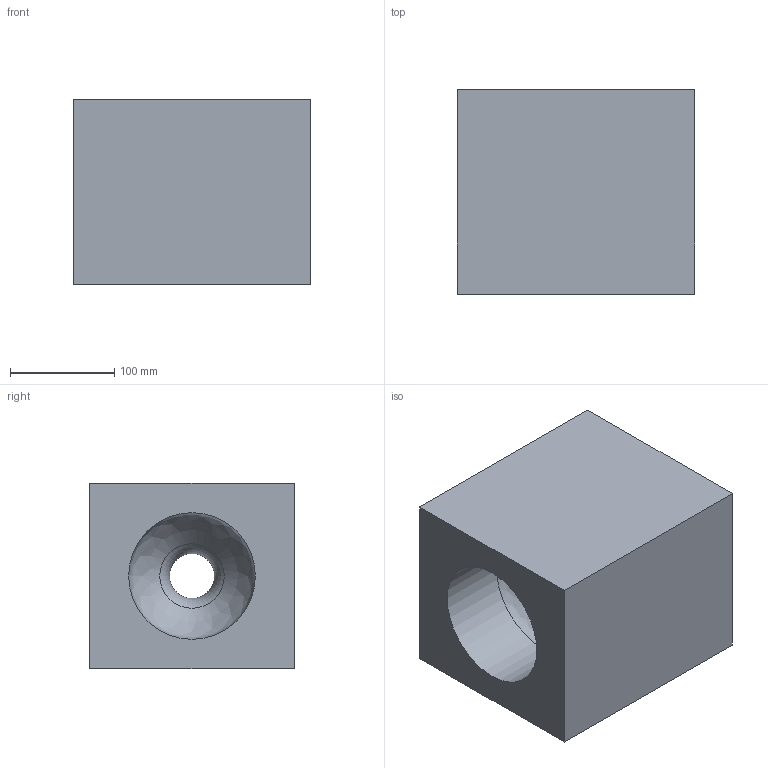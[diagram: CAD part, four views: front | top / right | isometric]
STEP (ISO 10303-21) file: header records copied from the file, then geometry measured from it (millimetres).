
FILE_DESCRIPTION(/* description */ (''),/* implementation_level */ '2;1');
FILE_NAME(/* name */ 'Engine Simulation v2.step',/* time_stamp */ '2019-05-11T18:45:32-04:00',/* author */ ('gwit0513'),/* organization */ (''),/* preprocessor_version */ 'ST-DEVELOPER v18',/* originating_system */ 'Autodesk Translation Framework v8.2.0.1029',/* authorisation */ '');
FILE_SCHEMA (('AUTOMOTIVE_DESIGN { 1 0 10303 214 3 1 1 }'));
Length unit declared in the file: millimetre
Products named in the file (1): Engine Simulation
Bounding box: 227.73 x 196.15 x 177.8 mm (x, y, z)
Volume: 6277907.7 mm3; surface area: 289663.2 mm2
Topology: 1 solids, 1 shells, 10 faces, 25 edges, 17 vertices
Faces by surface type: plane 6, bspline 2, cylinder 1, torus 1
Full cylindrical faces by diameter (mm): 121.413 x1
Entity records: 1286 total; most frequent: CARTESIAN_POINT 1009, DIRECTION 51, ORIENTED_EDGE 50, EDGE_CURVE 25, AXIS2_PLACEMENT_3D 19, VERTEX_POINT 17, LINE 13, VECTOR 13
